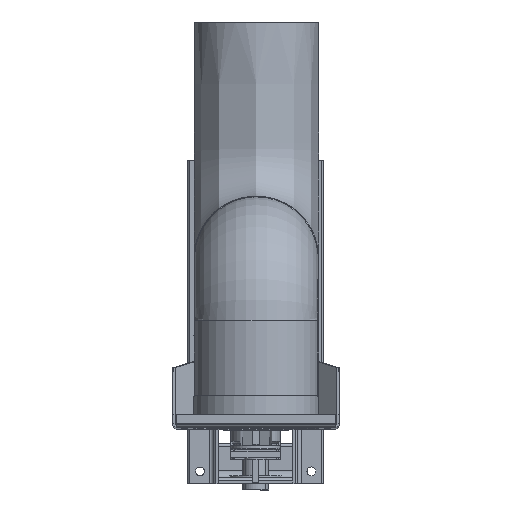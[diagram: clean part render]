
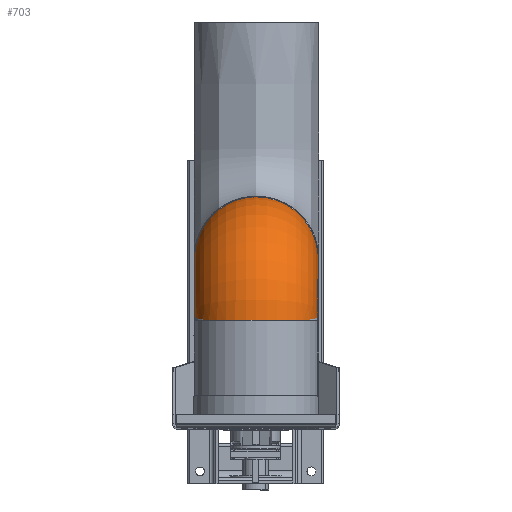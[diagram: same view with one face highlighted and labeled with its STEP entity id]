
A CAD part, front view. The second image highlights one B-rep face of the part: STEP entity #703.
In plain terms, the highlighted toroidal (fillet/blend) face has major radius 100 mm and minor radius 99 mm.
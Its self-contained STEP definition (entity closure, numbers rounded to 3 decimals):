
#703 = ADVANCED_FACE( '', ( #1746, #1747 ), #1748, .F. );
#1746 = FACE_OUTER_BOUND( '', #3308, .T. );
#1747 = FACE_OUTER_BOUND( '', #3309, .T. );
#1748 = TOROIDAL_SURFACE( '', #3310, 100., 99. );
#3308 = EDGE_LOOP( '', ( #7075 ) );
#3309 = EDGE_LOOP( '', ( #7076 ) );
#3310 = AXIS2_PLACEMENT_3D( '', #7077, #7078, #7079 );
#7075 = ORIENTED_EDGE( '', *, *, #9971, .F. );
#7076 = ORIENTED_EDGE( '', *, *, #9961, .T. );
#7077 = CARTESIAN_POINT( '', ( 1.127, -5880.563, -163.98 ) );
#7078 = DIRECTION( '', ( -1., 0., 0. ) );
#7079 = DIRECTION( '', ( 0., 0., 1. ) );
#9961 = EDGE_CURVE( '', #11308, #11308, #11309, .T. );
#9971 = EDGE_CURVE( '', #11325, #11325, #11326, .T. );
#11308 = VERTEX_POINT( '', #13217 );
#11309 = B_SPLINE_CURVE_WITH_KNOTS( '', 3, ( #13218, #13219, #13220, #13221, #13222, #13223, #13224, #13225, #13226, #13227, #13228, #13229, #13230, #13231, #13232, #13233, #13234, #13235, #13236, #13237, #13238, #13239, #13240, #13241, #13242, #13243, #13244, #13245, #13246, #13247, #13248, #13249, #13250, #13251, #13252, #13253, #13254, #13255, #13256, #13257, #13258, #13259, #13260, #13261, #13262, #13263, #13264, #13265, #13266, #13267, #13268, #13269, #13270, #13271, #13272, #13273, #13274, #13275, #13276, #13277, #13278, #13279, #13280, #13281, #13282, #13283 ), .UNSPECIFIED., .T., .F., ( 2, 2, 2, 2, 2, 2, 2, 2, 2, 2, 2, 2, 2, 2, 2, 2, 2, 2, 2, 2, 2, 2, 2, 2, 2, 2, 2, 2, 2, 2, 2, 2, 2, 2, 2 ), ( -0.031, 0., 0.031, 0.063, 0.094, 0.125, 0.156, 0.188, 0.219, 0.25, 0.281, 0.313, 0.344, 0.375, 0.406, 0.438, 0.469, 0.5, 0.531, 0.563, 0.594, 0.625, 0.656, 0.688, 0.719, 0.75, 0.781, 0.813, 0.844, 0.875, 0.906, 0.938, 0.969, 1., 1.031 ), .UNSPECIFIED. );
#11325 = VERTEX_POINT( '', #13426 );
#11326 = CIRCLE( '', #13427, 99. );
#13217 = CARTESIAN_POINT( '', ( 1.127, -5880.563, -162.98 ) );
#13218 = CARTESIAN_POINT( '', ( 7.606, -5880.563, -162.98 ) );
#13219 = CARTESIAN_POINT( '', ( -5.353, -5880.563, -162.98 ) );
#13220 = CARTESIAN_POINT( '', ( -11.832, -5880.563, -162.342 ) );
#13221 = CARTESIAN_POINT( '', ( -24.542, -5880.563, -159.814 ) );
#13222 = CARTESIAN_POINT( '', ( -30.773, -5880.563, -157.924 ) );
#13223 = CARTESIAN_POINT( '', ( -42.745, -5880.563, -152.964 ) );
#13224 = CARTESIAN_POINT( '', ( -48.487, -5880.563, -149.895 ) );
#13225 = CARTESIAN_POINT( '', ( -59.262, -5880.563, -142.696 ) );
#13226 = CARTESIAN_POINT( '', ( -64.295, -5880.563, -138.565 ) );
#13227 = CARTESIAN_POINT( '', ( -73.458, -5880.563, -129.402 ) );
#13228 = CARTESIAN_POINT( '', ( -77.589, -5880.563, -124.369 ) );
#13229 = CARTESIAN_POINT( '', ( -84.788, -5880.563, -113.594 ) );
#13230 = CARTESIAN_POINT( '', ( -87.858, -5880.563, -107.852 ) );
#13231 = CARTESIAN_POINT( '', ( -92.817, -5880.563, -95.879 ) );
#13232 = CARTESIAN_POINT( '', ( -94.707, -5880.563, -89.649 ) );
#13233 = CARTESIAN_POINT( '', ( -97.235, -5880.563, -76.939 ) );
#13234 = CARTESIAN_POINT( '', ( -97.873, -5880.563, -70.459 ) );
#13235 = CARTESIAN_POINT( '', ( -97.873, -5880.563, -57.5 ) );
#13236 = CARTESIAN_POINT( '', ( -97.235, -5880.563, -51.021 ) );
#13237 = CARTESIAN_POINT( '', ( -94.707, -5880.563, -38.311 ) );
#13238 = CARTESIAN_POINT( '', ( -92.817, -5880.563, -32.081 ) );
#13239 = CARTESIAN_POINT( '', ( -87.858, -5880.563, -20.108 ) );
#13240 = CARTESIAN_POINT( '', ( -84.788, -5880.563, -14.366 ) );
#13241 = CARTESIAN_POINT( '', ( -77.589, -5880.563, -3.591 ) );
#13242 = CARTESIAN_POINT( '', ( -73.458, -5880.563, 1.442 ) );
#13243 = CARTESIAN_POINT( '', ( -64.295, -5880.563, 10.605 ) );
#13244 = CARTESIAN_POINT( '', ( -59.262, -5880.563, 14.736 ) );
#13245 = CARTESIAN_POINT( '', ( -48.487, -5880.563, 21.935 ) );
#13246 = CARTESIAN_POINT( '', ( -42.745, -5880.563, 25.005 ) );
#13247 = CARTESIAN_POINT( '', ( -30.773, -5880.563, 29.964 ) );
#13248 = CARTESIAN_POINT( '', ( -24.542, -5880.563, 31.854 ) );
#13249 = CARTESIAN_POINT( '', ( -11.832, -5880.563, 34.382 ) );
#13250 = CARTESIAN_POINT( '', ( -5.353, -5880.563, 35.02 ) );
#13251 = CARTESIAN_POINT( '', ( 7.606, -5880.563, 35.02 ) );
#13252 = CARTESIAN_POINT( '', ( 14.086, -5880.563, 34.382 ) );
#13253 = CARTESIAN_POINT( '', ( 26.796, -5880.563, 31.854 ) );
#13254 = CARTESIAN_POINT( '', ( 33.026, -5880.563, 29.964 ) );
#13255 = CARTESIAN_POINT( '', ( 44.999, -5880.563, 25.005 ) );
#13256 = CARTESIAN_POINT( '', ( 50.741, -5880.563, 21.935 ) );
#13257 = CARTESIAN_POINT( '', ( 61.516, -5880.563, 14.736 ) );
#13258 = CARTESIAN_POINT( '', ( 66.549, -5880.563, 10.605 ) );
#13259 = CARTESIAN_POINT( '', ( 75.712, -5880.563, 1.442 ) );
#13260 = CARTESIAN_POINT( '', ( 79.842, -5880.563, -3.591 ) );
#13261 = CARTESIAN_POINT( '', ( 87.042, -5880.563, -14.366 ) );
#13262 = CARTESIAN_POINT( '', ( 90.111, -5880.563, -20.108 ) );
#13263 = CARTESIAN_POINT( '', ( 95.071, -5880.563, -32.081 ) );
#13264 = CARTESIAN_POINT( '', ( 96.96, -5880.563, -38.311 ) );
#13265 = CARTESIAN_POINT( '', ( 99.489, -5880.563, -51.021 ) );
#13266 = CARTESIAN_POINT( '', ( 100.127, -5880.563, -57.5 ) );
#13267 = CARTESIAN_POINT( '', ( 100.127, -5880.563, -70.459 ) );
#13268 = CARTESIAN_POINT( '', ( 99.489, -5880.563, -76.939 ) );
#13269 = CARTESIAN_POINT( '', ( 96.96, -5880.563, -89.649 ) );
#13270 = CARTESIAN_POINT( '', ( 95.071, -5880.563, -95.879 ) );
#13271 = CARTESIAN_POINT( '', ( 90.111, -5880.563, -107.852 ) );
#13272 = CARTESIAN_POINT( '', ( 87.042, -5880.563, -113.594 ) );
#13273 = CARTESIAN_POINT( '', ( 79.842, -5880.563, -124.369 ) );
#13274 = CARTESIAN_POINT( '', ( 75.712, -5880.563, -129.402 ) );
#13275 = CARTESIAN_POINT( '', ( 66.549, -5880.563, -138.565 ) );
#13276 = CARTESIAN_POINT( '', ( 61.516, -5880.563, -142.696 ) );
#13277 = CARTESIAN_POINT( '', ( 50.741, -5880.563, -149.895 ) );
#13278 = CARTESIAN_POINT( '', ( 44.999, -5880.563, -152.964 ) );
#13279 = CARTESIAN_POINT( '', ( 33.026, -5880.563, -157.924 ) );
#13280 = CARTESIAN_POINT( '', ( 26.796, -5880.563, -159.814 ) );
#13281 = CARTESIAN_POINT( '', ( 14.086, -5880.563, -162.342 ) );
#13282 = CARTESIAN_POINT( '', ( 7.606, -5880.563, -162.98 ) );
#13283 = CARTESIAN_POINT( '', ( -5.353, -5880.563, -162.98 ) );
#13426 = CARTESIAN_POINT( '', ( 1.127, -6079.563, -163.98 ) );
#13427 = AXIS2_PLACEMENT_3D( '', #15994, #15995, #15996 );
#15994 = CARTESIAN_POINT( '', ( 1.127, -5980.563, -163.98 ) );
#15995 = DIRECTION( '', ( 0., 0., 1. ) );
#15996 = DIRECTION( '', ( 0., -1., 0. ) );
